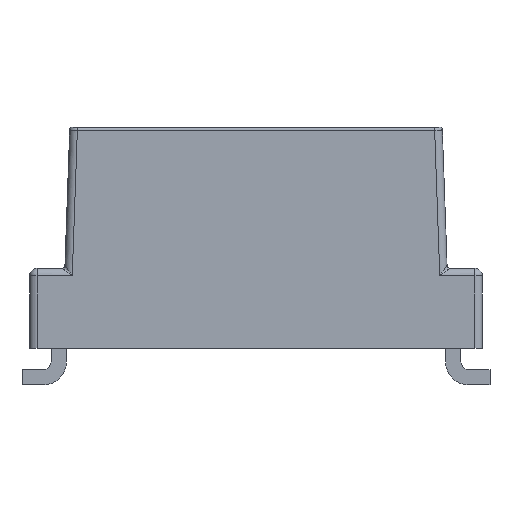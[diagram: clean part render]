
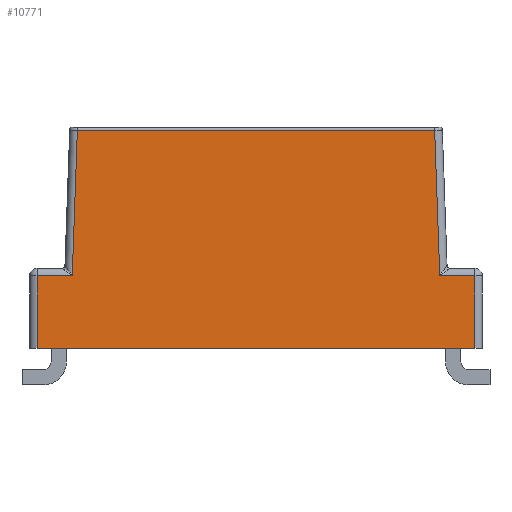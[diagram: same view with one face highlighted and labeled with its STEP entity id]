
A CAD part, front view. The second image highlights one B-rep face of the part: STEP entity #10771.
In plain terms, the highlighted face is planar.
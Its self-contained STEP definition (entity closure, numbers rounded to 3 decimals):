
#2463=ORIENTED_EDGE('',*,*,#3940,.F.);
#2464=ORIENTED_EDGE('',*,*,#3745,.T.);
#2465=ORIENTED_EDGE('',*,*,#3743,.T.);
#2466=ORIENTED_EDGE('',*,*,#3742,.T.);
#2467=ORIENTED_EDGE('',*,*,#3939,.T.);
#2468=ORIENTED_EDGE('',*,*,#3941,.T.);
#2469=ORIENTED_EDGE('',*,*,#3942,.T.);
#2470=ORIENTED_EDGE('',*,*,#3943,.F.);
#3742=EDGE_CURVE('',#4300,#4621,#5182,.T.);
#3743=EDGE_CURVE('',#4458,#4300,#5183,.T.);
#3745=EDGE_CURVE('',#4622,#4458,#5184,.T.);
#3939=EDGE_CURVE('',#4621,#4708,#5300,.T.);
#3940=EDGE_CURVE('',#4622,#4709,#5301,.T.);
#3941=EDGE_CURVE('',#4708,#4710,#5302,.T.);
#3942=EDGE_CURVE('',#4710,#4711,#5303,.T.);
#3943=EDGE_CURVE('',#4709,#4711,#5304,.T.);
#4300=VERTEX_POINT('',#14411);
#4458=VERTEX_POINT('',#15905);
#4621=VERTEX_POINT('',#16917);
#4622=VERTEX_POINT('',#16925);
#4708=VERTEX_POINT('',#17301);
#4709=VERTEX_POINT('',#17305);
#4710=VERTEX_POINT('',#17307);
#4711=VERTEX_POINT('',#17309);
#5182=LINE('',#16920,#5775);
#5183=LINE('',#16922,#5776);
#5184=LINE('',#16926,#5777);
#5300=LINE('',#17302,#5893);
#5301=LINE('',#17304,#5894);
#5302=LINE('',#17306,#5895);
#5303=LINE('',#17308,#5896);
#5304=LINE('',#17310,#5897);
#5775=VECTOR('',#12922,1000.);
#5776=VECTOR('',#12925,1000.);
#5777=VECTOR('',#12930,1000.);
#5893=VECTOR('',#13394,1000.);
#5894=VECTOR('',#13397,1000.);
#5895=VECTOR('',#13398,1000.);
#5896=VECTOR('',#13399,1000.);
#5897=VECTOR('',#13400,1000.);
#6349=EDGE_LOOP('',(#2463,#2464,#2465,#2466,#2467,#2468,#2469,#2470));
#6840=FACE_BOUND('',#6349,.T.);
#7142=PLANE('',#11488);
#10771=ADVANCED_FACE('',(#6840),#7142,.T.);
#11488=AXIS2_PLACEMENT_3D('',#17303,#13395,#13396);
#12922=DIRECTION('',(0.,-1.,0.));
#12925=DIRECTION('',(0.,-0.035,-0.999));
#12930=DIRECTION('',(0.,-1.,0.));
#13394=DIRECTION('',(0.,0.,-1.));
#13395=DIRECTION('',(1.,0.,0.));
#13396=DIRECTION('',(0.,0.,-1.));
#13397=DIRECTION('',(0.,0.035,-0.999));
#13398=DIRECTION('',(0.,1.,0.));
#13399=DIRECTION('',(0.,0.,1.));
#13400=DIRECTION('',(0.,1.,0.));
#14411=CARTESIAN_POINT('',(8.55,-5.984,3.55));
#15905=CARTESIAN_POINT('',(8.55,-5.818,8.3));
#16917=CARTESIAN_POINT('',(8.55,-7.125,3.55));
#16920=CARTESIAN_POINT('',(8.55,0.,3.55));
#16922=CARTESIAN_POINT('',(8.55,-6.1,0.213));
#16925=CARTESIAN_POINT('',(8.55,5.818,8.3));
#16926=CARTESIAN_POINT('',(8.55,-5.814,8.3));
#17301=CARTESIAN_POINT('',(8.55,-7.125,1.2));
#17302=CARTESIAN_POINT('',(8.55,-7.125,1.2));
#17303=CARTESIAN_POINT('',(8.55,0.,0.));
#17304=CARTESIAN_POINT('',(8.55,5.815,8.391));
#17305=CARTESIAN_POINT('',(8.55,5.984,3.55));
#17306=CARTESIAN_POINT('',(8.55,-7.375,1.2));
#17307=CARTESIAN_POINT('',(8.55,7.125,1.2));
#17308=CARTESIAN_POINT('',(8.55,7.125,3.8));
#17309=CARTESIAN_POINT('',(8.55,7.125,3.55));
#17310=CARTESIAN_POINT('',(8.55,6.225,3.55));
